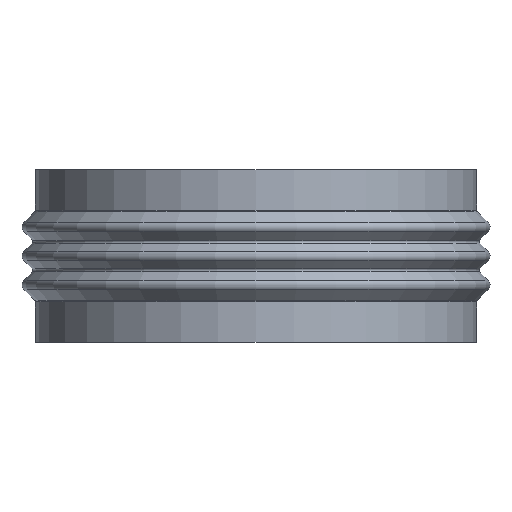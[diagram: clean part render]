
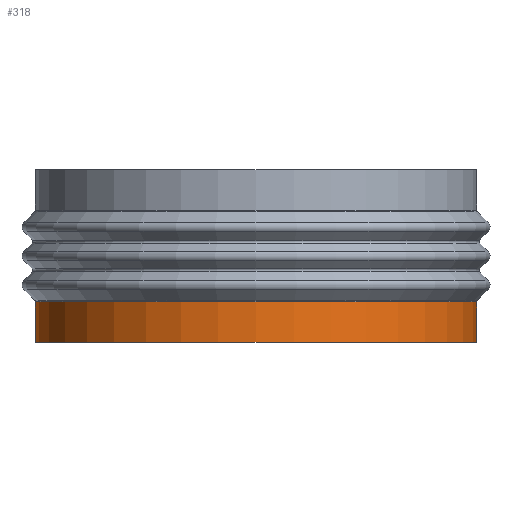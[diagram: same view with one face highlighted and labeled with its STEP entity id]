
A CAD part, front view. The second image highlights one B-rep face of the part: STEP entity #318.
In plain terms, the highlighted cylindrical face has radius 204 mm (diameter 408 mm), a full revolution.
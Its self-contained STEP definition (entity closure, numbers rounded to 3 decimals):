
#8 = CIRCLE ( 'NONE', #373, 204. ) ;
#21 = ORIENTED_EDGE ( 'NONE', *, *, #610, .T. ) ;
#48 = AXIS2_PLACEMENT_3D ( 'NONE', #681, #360, #469 ) ;
#49 = CIRCLE ( 'NONE', #48, 204. ) ;
#66 = CARTESIAN_POINT ( 'NONE',  ( 0., 0., 0. ) ) ;
#79 = DIRECTION ( 'NONE',  ( 0., -1., 0. ) ) ;
#157 = CARTESIAN_POINT ( 'NONE',  ( 0., -204., 37.515 ) ) ;
#184 = DIRECTION ( 'NONE',  ( 0., -1., 0. ) ) ;
#231 = ORIENTED_EDGE ( 'NONE', *, *, #491, .F. ) ;
#233 = VERTEX_POINT ( 'NONE', #496 ) ;
#234 = AXIS2_PLACEMENT_3D ( 'NONE', #66, #298, #184 ) ;
#298 = DIRECTION ( 'NONE',  ( 0., 0., 1. ) ) ;
#318 = ADVANCED_FACE ( 'NONE', ( #446, #543 ), #386, .T. ) ;
#360 = DIRECTION ( 'NONE',  ( 0., 0., 1. ) ) ;
#373 = AXIS2_PLACEMENT_3D ( 'NONE', #583, #588, #79 ) ;
#386 = CYLINDRICAL_SURFACE ( 'NONE', #234, 204. ) ;
#446 = FACE_OUTER_BOUND ( 'NONE', #665, .T. ) ;
#469 = DIRECTION ( 'NONE',  ( 0., -1., 0. ) ) ;
#472 = VERTEX_POINT ( 'NONE', #157 ) ;
#491 = EDGE_CURVE ( 'NONE', #472, #472, #49, .T. ) ;
#496 = CARTESIAN_POINT ( 'NONE',  ( 0., -204., 0. ) ) ;
#522 = EDGE_LOOP ( 'NONE', ( #21 ) ) ;
#543 = FACE_OUTER_BOUND ( 'NONE', #522, .T. ) ;
#583 = CARTESIAN_POINT ( 'NONE',  ( 0., 0., 0. ) ) ;
#588 = DIRECTION ( 'NONE',  ( 0., 0., 1. ) ) ;
#610 = EDGE_CURVE ( 'NONE', #233, #233, #8, .T. ) ;
#665 = EDGE_LOOP ( 'NONE', ( #231 ) ) ;
#681 = CARTESIAN_POINT ( 'NONE',  ( 0., 0., 37.515 ) ) ;
